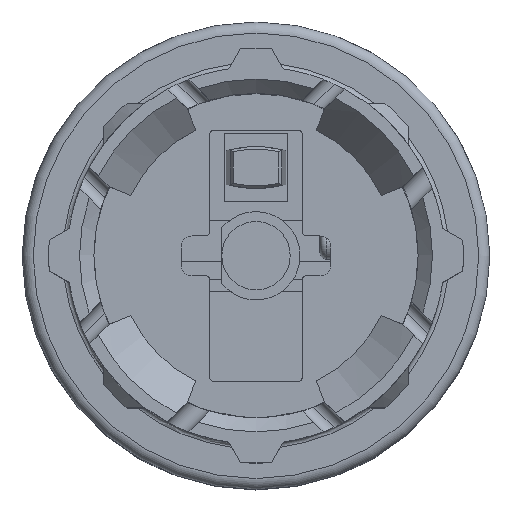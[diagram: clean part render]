
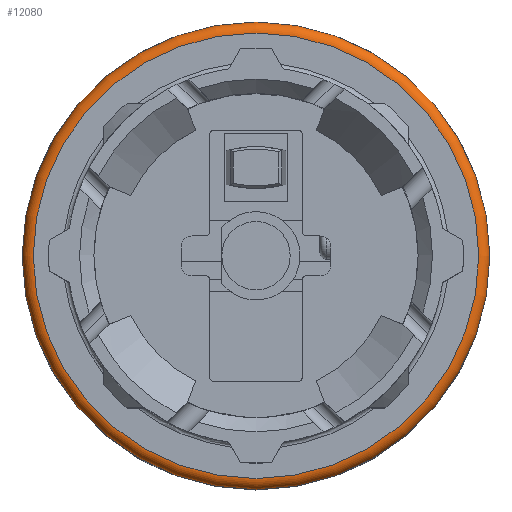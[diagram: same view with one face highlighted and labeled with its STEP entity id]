
A CAD part, top view. The second image highlights one B-rep face of the part: STEP entity #12080.
In plain terms, the highlighted toroidal (fillet/blend) face has major radius 10.1 mm and minor radius 0.5 mm.
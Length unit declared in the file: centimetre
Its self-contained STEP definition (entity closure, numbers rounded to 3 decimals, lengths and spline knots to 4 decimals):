
#3424=FACE_OUTER_BOUND('',#4048,.T.);
#4048=EDGE_LOOP('',(#9881,#9882,#9883,#9884,#9885));
#4558=CIRCLE('',#12888,1.01);
#4639=CIRCLE('',#13076,1.06);
#4640=CIRCLE('',#13077,1.06);
#4641=CIRCLE('',#13078,0.05);
#5457=VERTEX_POINT('',#19448);
#5579=VERTEX_POINT('',#20137);
#5580=VERTEX_POINT('',#20138);
#6875=EDGE_CURVE('',#5457,#5457,#4558,.T.);
#7113=EDGE_CURVE('',#5579,#5580,#4639,.T.);
#7114=EDGE_CURVE('',#5580,#5579,#4640,.T.);
#7115=EDGE_CURVE('',#5580,#5457,#4641,.T.);
#9881=ORIENTED_EDGE('',*,*,#7113,.F.);
#9882=ORIENTED_EDGE('',*,*,#7114,.F.);
#9883=ORIENTED_EDGE('',*,*,#7115,.T.);
#9884=ORIENTED_EDGE('',*,*,#6875,.T.);
#9885=ORIENTED_EDGE('',*,*,#7115,.F.);
#11059=TOROIDAL_SURFACE('',#13075,1.01,0.05);
#12080=ADVANCED_FACE('',(#3424),#11059,.T.);
#12888=AXIS2_PLACEMENT_3D('',#19449,#15180,#15181);
#13075=AXIS2_PLACEMENT_3D('',#20136,#15665,#15666);
#13076=AXIS2_PLACEMENT_3D('',#20139,#15667,#15668);
#13077=AXIS2_PLACEMENT_3D('',#20140,#15669,#15670);
#13078=AXIS2_PLACEMENT_3D('',#20141,#15671,#15672);
#15180=DIRECTION('center_axis',(0.,0.,
-1.));
#15181=DIRECTION('ref_axis',(0.,1.,0.));
#15665=DIRECTION('center_axis',(0.,0.,
-1.));
#15666=DIRECTION('ref_axis',(-1.,0.,0.));
#15667=DIRECTION('center_axis',(0.,0.,
-1.));
#15668=DIRECTION('ref_axis',(0.,1.,0.));
#15669=DIRECTION('center_axis',(0.,0.,
-1.));
#15670=DIRECTION('ref_axis',(0.,1.,0.));
#15671=DIRECTION('center_axis',(0.,-1.,0.));
#15672=DIRECTION('ref_axis',(1.,0.,0.));
#19448=CARTESIAN_POINT('',(1.01,0.,1.095));
#19449=CARTESIAN_POINT('Origin',(0.,0.,
1.095));
#20136=CARTESIAN_POINT('Origin',(0.,0.,
1.045));
#20137=CARTESIAN_POINT('',(0.,-1.06,1.045));
#20138=CARTESIAN_POINT('',(1.06,0.,1.045));
#20139=CARTESIAN_POINT('Origin',(0.,0.,
1.045));
#20140=CARTESIAN_POINT('Origin',(0.,0.,
1.045));
#20141=CARTESIAN_POINT('Origin',(1.01,0.,1.045));
